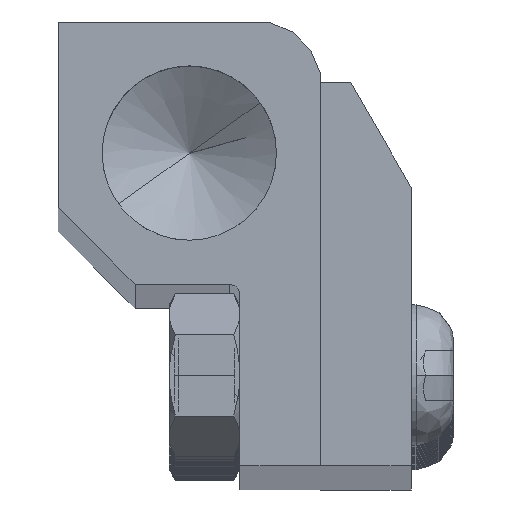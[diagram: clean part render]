
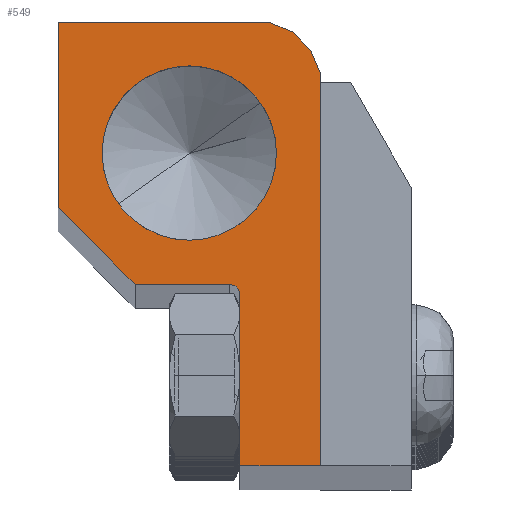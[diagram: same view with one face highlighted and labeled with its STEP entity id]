
A CAD part, top view. The second image highlights one B-rep face of the part: STEP entity #549.
In plain terms, the highlighted planar face has unit normal (0, 0, 1).
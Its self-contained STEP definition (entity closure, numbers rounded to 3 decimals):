
#549=ADVANCED_FACE('',(#1946,#1947),#1948,.T.);
#1946=FACE_OUTER_BOUND('',#4512,.T.);
#1947=FACE_BOUND('',#4513,.T.);
#1948=PLANE('',#4514);
#4512=EDGE_LOOP('',(#9986,#9987,#9988,#9989,#9990,#9991,#9992,#9993,#9994,#9995,#9996));
#4513=EDGE_LOOP('',(#9997,#9998));
#4514=AXIS2_PLACEMENT_3D('',#9999,#10000,#10001);
#9986=ORIENTED_EDGE('',*,*,#18599,.F.);
#9987=ORIENTED_EDGE('',*,*,#18569,.F.);
#9988=ORIENTED_EDGE('',*,*,#18573,.F.);
#9989=ORIENTED_EDGE('',*,*,#18576,.F.);
#9990=ORIENTED_EDGE('',*,*,#18579,.F.);
#9991=ORIENTED_EDGE('',*,*,#18582,.F.);
#9992=ORIENTED_EDGE('',*,*,#18585,.F.);
#9993=ORIENTED_EDGE('',*,*,#18588,.F.);
#9994=ORIENTED_EDGE('',*,*,#18591,.F.);
#9995=ORIENTED_EDGE('',*,*,#18594,.F.);
#9996=ORIENTED_EDGE('',*,*,#18597,.F.);
#9997=ORIENTED_EDGE('',*,*,#18564,.T.);
#9998=ORIENTED_EDGE('',*,*,#18428,.T.);
#9999=CARTESIAN_POINT('',(93.956,417.389,417.853));
#10000=DIRECTION('',(0.0,0.,1.0));
#10001=DIRECTION('',(0.0,1.0,0.));
#18428=EDGE_CURVE('',#21445,#21442,#21446,.T.);
#18564=EDGE_CURVE('',#21442,#21445,#21670,.T.);
#18569=EDGE_CURVE('',#21676,#21678,#21679,.T.);
#18573=EDGE_CURVE('',#21683,#21676,#21685,.T.);
#18576=EDGE_CURVE('',#21688,#21683,#21690,.T.);
#18579=EDGE_CURVE('',#21693,#21688,#21695,.T.);
#18582=EDGE_CURVE('',#21698,#21693,#21700,.T.);
#18585=EDGE_CURVE('',#21703,#21698,#21705,.T.);
#18588=EDGE_CURVE('',#21708,#21703,#21710,.T.);
#18591=EDGE_CURVE('',#21713,#21708,#21715,.T.);
#18594=EDGE_CURVE('',#21718,#21713,#21720,.T.);
#18597=EDGE_CURVE('',#21723,#21718,#21725,.T.);
#18599=EDGE_CURVE('',#21678,#21723,#21727,.T.);
#21442=VERTEX_POINT('',#26263);
#21445=VERTEX_POINT('',#26267);
#21446=CIRCLE('',#26268,6.858);
#21670=CIRCLE('',#26537,6.858);
#21676=VERTEX_POINT('',#26544);
#21678=VERTEX_POINT('',#26547);
#21679=LINE('',#26548,#26549);
#21683=VERTEX_POINT('',#26555);
#21685=LINE('',#26558,#26559);
#21688=VERTEX_POINT('',#26562);
#21690=CIRCLE('',#26565,0.787);
#21693=VERTEX_POINT('',#26569);
#21695=LINE('',#26572,#26573);
#21698=VERTEX_POINT('',#26577);
#21700=LINE('',#26580,#26581);
#21703=VERTEX_POINT('',#26585);
#21705=LINE('',#26588,#26589);
#21708=VERTEX_POINT('',#26593);
#21710=LINE('',#26596,#26597);
#21713=VERTEX_POINT('',#26601);
#21715=LINE('',#26604,#26605);
#21718=VERTEX_POINT('',#26609);
#21720=LINE('',#26612,#26613);
#21723=VERTEX_POINT('',#26617);
#21725=LINE('',#26620,#26621);
#21727=LINE('',#26624,#26625);
#26263=CARTESIAN_POINT('',(98.681,422.772,417.853));
#26267=CARTESIAN_POINT('',(84.965,422.772,417.853));
#26268=AXIS2_PLACEMENT_3D('',#39184,#39185,#39186);
#26537=AXIS2_PLACEMENT_3D('',#39502,#39503,#39504);
#26544=CARTESIAN_POINT('',(87.557,412.447,417.853));
#26547=CARTESIAN_POINT('',(81.511,418.493,417.853));
#26548=CARTESIAN_POINT('',(87.557,412.447,417.853));
#26549=VECTOR('',#39513,8.551);
#26555=CARTESIAN_POINT('',(95.016,412.447,417.853));
#26558=CARTESIAN_POINT('',(95.016,412.447,417.853));
#26559=VECTOR('',#39517,7.459);
#26562=CARTESIAN_POINT('',(95.803,411.66,417.853));
#26565=AXIS2_PLACEMENT_3D('',#39522,#39523,#39524);
#26569=CARTESIAN_POINT('',(95.803,398.16,417.853));
#26572=CARTESIAN_POINT('',(95.803,398.16,417.853));
#26573=VECTOR('',#39527,13.5);
#26577=CARTESIAN_POINT('',(102.148,398.16,417.853));
#26580=CARTESIAN_POINT('',(102.148,398.16,417.853));
#26581=VECTOR('',#39530,6.345);
#26585=CARTESIAN_POINT('',(102.148,429.011,417.853));
#26588=CARTESIAN_POINT('',(102.148,429.011,417.853));
#26589=VECTOR('',#39533,30.851);
#26593=CARTESIAN_POINT('',(101.378,430.87,417.853));
#26596=CARTESIAN_POINT('',(101.378,430.87,417.853));
#26597=VECTOR('',#39536,2.013);
#26601=CARTESIAN_POINT('',(99.941,432.307,417.853));
#26604=CARTESIAN_POINT('',(99.941,432.307,417.853));
#26605=VECTOR('',#39539,2.032);
#26609=CARTESIAN_POINT('',(98.064,433.085,417.853));
#26612=CARTESIAN_POINT('',(98.064,433.085,417.853));
#26613=VECTOR('',#39542,2.032);
#26617=CARTESIAN_POINT('',(81.511,433.085,417.853));
#26620=CARTESIAN_POINT('',(81.511,433.085,417.853));
#26621=VECTOR('',#39545,16.553);
#26624=CARTESIAN_POINT('',(81.511,418.493,417.853));
#26625=VECTOR('',#39547,14.591);
#39184=CARTESIAN_POINT('',(91.823,422.772,417.853));
#39185=DIRECTION('',(-0.0,0.,-1.0));
#39186=DIRECTION('',(-1.0,0.0,0.0));
#39502=CARTESIAN_POINT('',(91.823,422.772,417.853));
#39503=DIRECTION('',(-0.0,0.,-1.0));
#39504=DIRECTION('',(-1.0,0.0,0.0));
#39513=DIRECTION('',(-0.707,0.707,0.));
#39517=DIRECTION('',(-1.0,-0.0,0.0));
#39522=CARTESIAN_POINT('',(95.016,411.66,417.853));
#39523=DIRECTION('',(0.0,0.,1.0));
#39524=DIRECTION('',(0.0,-1.0,0.));
#39527=DIRECTION('',(0.0,1.0,0.));
#39530=DIRECTION('',(-1.0,-0.0,0.0));
#39533=DIRECTION('',(0.0,-1.0,0.));
#39536=DIRECTION('',(0.383,-0.924,0.));
#39539=DIRECTION('',(0.707,-0.707,0.));
#39542=DIRECTION('',(0.924,-0.383,0.));
#39545=DIRECTION('',(1.0,0.0,0.0));
#39547=DIRECTION('',(0.0,1.0,0.));
